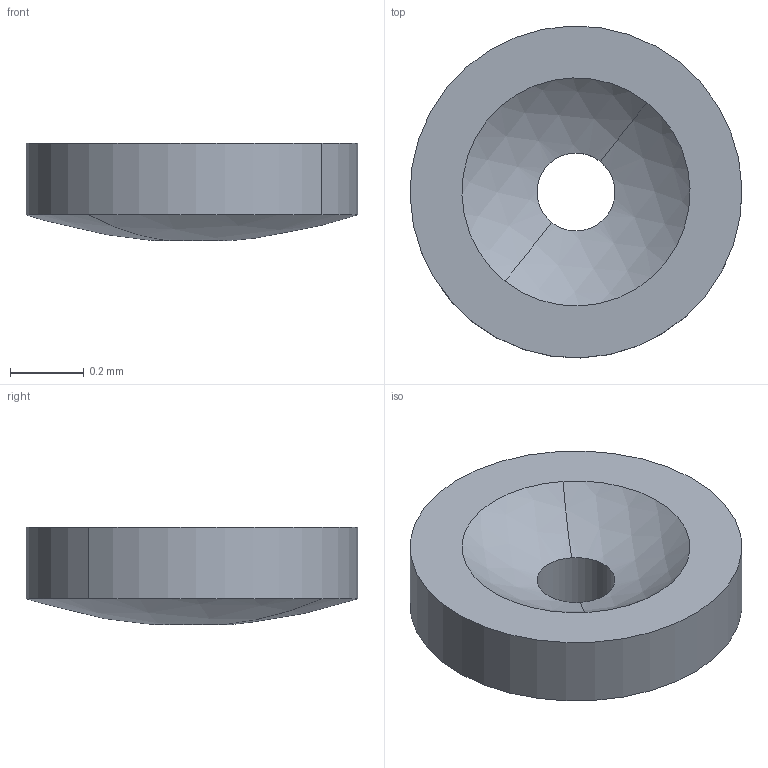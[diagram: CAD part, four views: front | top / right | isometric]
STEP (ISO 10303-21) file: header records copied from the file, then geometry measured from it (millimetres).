
FILE_DESCRIPTION(('Open CASCADE Model'),'2;1');
FILE_NAME('Open CASCADE Shape Model','2018-03-30T15:23:31',('Author'),( 'Open CASCADE'),'Open CASCADE STEP processor 6.5','Open CASCADE 6.5' ,'Unknown');
FILE_SCHEMA(('AUTOMOTIVE_DESIGN_CC2 { 1 2 10303 214 -1 1 5 4 }'));
Length unit declared in the file: millimetre
Products named in the file (1): selection
Bounding box: 0.9 x 0.9 x 0.26 mm (x, y, z)
Volume: 0.1 mm3; surface area: 1.9 mm2
Topology: 1 solids, 1 shells, 9 faces, 24 edges, 16 vertices
Faces by surface type: cylinder 4, sphere 4, plane 1
Entity records: 959 total; most frequent: CARTESIAN_POINT 510, DIRECTION 68, ORIENTED_EDGE 48, PCURVE 48, DEFINITIONAL_REPRESENTATION 48, B_SPLINE_CURVE_WITH_KNOTS 44, AXIS2_PLACEMENT_3D 30, EDGE_CURVE 24
